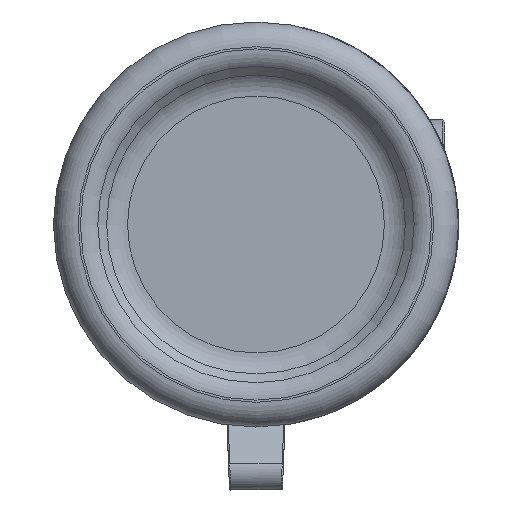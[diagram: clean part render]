
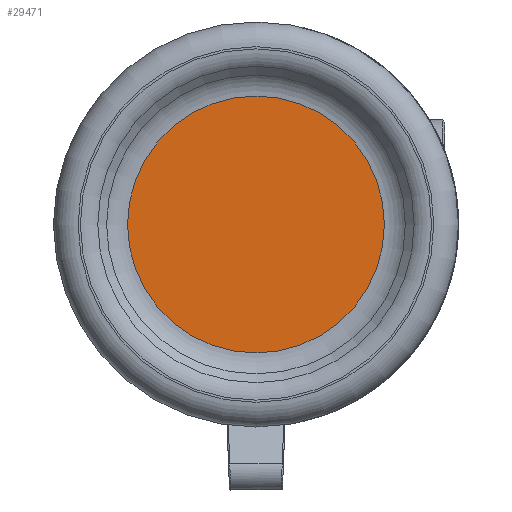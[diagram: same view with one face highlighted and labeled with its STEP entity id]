
A CAD part, front view. The second image highlights one B-rep face of the part: STEP entity #29471.
In plain terms, the highlighted planar face has unit normal (0, -1, 0).
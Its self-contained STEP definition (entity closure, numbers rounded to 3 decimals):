
#3029=CIRCLE('',#31575,26.);
#4326=FACE_OUTER_BOUND('',#6132,.T.);
#6132=EDGE_LOOP('',(#23438));
#12939=VERTEX_POINT('',#54323);
#16635=EDGE_CURVE('',#12939,#12939,#3029,.T.);
#23438=ORIENTED_EDGE('',*,*,#16635,.T.);
#27709=PLANE('',#31576);
#29471=ADVANCED_FACE('',(#4326),#27709,.T.);
#31575=AXIS2_PLACEMENT_3D('',#54324,#36301,#36302);
#31576=AXIS2_PLACEMENT_3D('',#54325,#36303,#36304);
#36301=DIRECTION('center_axis',(0.,-1.,0.));
#36302=DIRECTION('ref_axis',(1.,0.,0.));
#36303=DIRECTION('center_axis',(0.,-1.,0.));
#36304=DIRECTION('ref_axis',(0.,0.,-1.));
#54323=CARTESIAN_POINT('',(0.,5.,-26.));
#54324=CARTESIAN_POINT('Origin',(0.,5.,0.));
#54325=CARTESIAN_POINT('Origin',(0.,5.,0.));
